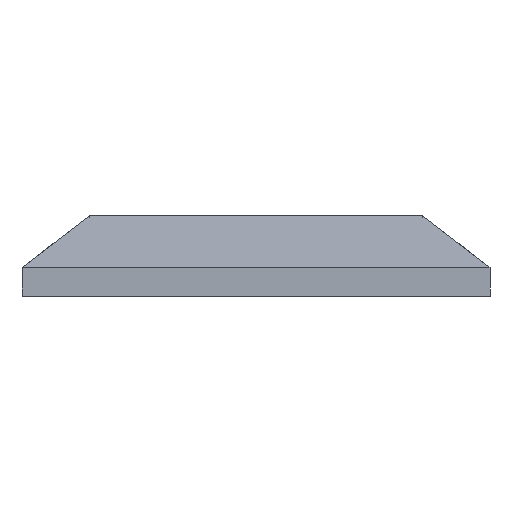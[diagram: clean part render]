
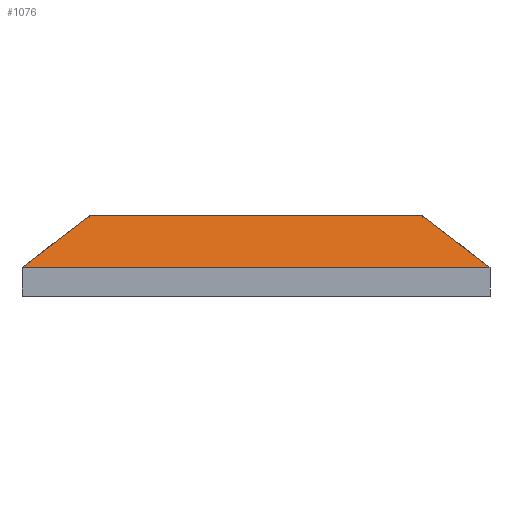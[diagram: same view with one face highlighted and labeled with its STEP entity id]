
A CAD part, front view. The second image highlights one B-rep face of the part: STEP entity #1076.
In plain terms, the highlighted planar face has unit normal (0, -0.508, 0.861).
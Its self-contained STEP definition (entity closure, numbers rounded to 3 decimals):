
#2 = EDGE_CURVE ( 'NONE', #419, #543, #368, .T. ) ;
#11 = EDGE_CURVE ( 'NONE', #796, #1165, #229, .T. ) ;
#183 = CARTESIAN_POINT ( 'NONE',  ( 40.75, -111.25, 5. ) ) ;
#205 = VECTOR ( 'NONE', #723, 1000. ) ;
#224 = LINE ( 'NONE', #733, #205 ) ;
#228 = VECTOR ( 'NONE', #788, 1000. ) ;
#229 = LINE ( 'NONE', #804, #228 ) ;
#257 = ORIENTED_EDGE ( 'NONE', *, *, #1257, .F. ) ;
#361 = CARTESIAN_POINT ( 'NONE',  ( -29., -96., 14. ) ) ;
#368 = B_SPLINE_CURVE_WITH_KNOTS ( 'NONE', 3,
 ( #841, #851, #867, #871 ),
 .UNSPECIFIED., .F., .F.,
 ( 4, 4 ),
 ( 0., 1. ),
 .UNSPECIFIED. ) ;
#369 = DIRECTION ( 'NONE',  ( -0.553, -0.718, -0.424 ) ) ;
#383 = CARTESIAN_POINT ( 'NONE',  ( -29., -96., 14. ) ) ;
#404 = ORIENTED_EDGE ( 'NONE', *, *, #2, .T. ) ;
#419 = VERTEX_POINT ( 'NONE', #454 ) ;
#454 = CARTESIAN_POINT ( 'NONE',  ( -40.75, -111.25, 5. ) ) ;
#479 = ORIENTED_EDGE ( 'NONE', *, *, #1338, .T. ) ;
#521 = DIRECTION ( 'NONE',  ( 0., -0.861, -0.508 ) ) ;
#525 = DIRECTION ( 'NONE',  ( 0., -0.508, 0.861 ) ) ;
#543 = VERTEX_POINT ( 'NONE', #183 ) ;
#575 = PLANE ( 'NONE',  #913 ) ;
#593 = CARTESIAN_POINT ( 'NONE',  ( 0., -83.586, 21.326 ) ) ;
#682 = VECTOR ( 'NONE', #369, 1000. ) ;
#723 = DIRECTION ( 'NONE',  ( 0.553, -0.718, -0.424 ) ) ;
#733 = CARTESIAN_POINT ( 'NONE',  ( 29., -96., 14. ) ) ;
#778 = FACE_OUTER_BOUND ( 'NONE', #831, .T. ) ;
#788 = DIRECTION ( 'NONE',  ( -1., 0., 0. ) ) ;
#796 = VERTEX_POINT ( 'NONE', #828 ) ;
#804 = CARTESIAN_POINT ( 'NONE',  ( -29., -96., 14. ) ) ;
#828 = CARTESIAN_POINT ( 'NONE',  ( 29., -96., 14. ) ) ;
#831 = EDGE_LOOP ( 'NONE', ( #479, #404, #257, #1284 ) ) ;
#841 = CARTESIAN_POINT ( 'NONE',  ( -40.75, -111.25, 5. ) ) ;
#851 = CARTESIAN_POINT ( 'NONE',  ( -13.583, -111.25, 5. ) ) ;
#867 = CARTESIAN_POINT ( 'NONE',  ( 13.583, -111.25, 5. ) ) ;
#871 = CARTESIAN_POINT ( 'NONE',  ( 40.75, -111.25, 5. ) ) ;
#913 = AXIS2_PLACEMENT_3D ( 'NONE', #593, #525, #521 ) ;
#1076 = ADVANCED_FACE ( 'NONE', ( #778 ), #575, .T. ) ;
#1085 = LINE ( 'NONE', #383, #682 ) ;
#1165 = VERTEX_POINT ( 'NONE', #361 ) ;
#1257 = EDGE_CURVE ( 'NONE', #796, #543, #224, .T. ) ;
#1284 = ORIENTED_EDGE ( 'NONE', *, *, #11, .T. ) ;
#1338 = EDGE_CURVE ( 'NONE', #1165, #419, #1085, .T. ) ;
